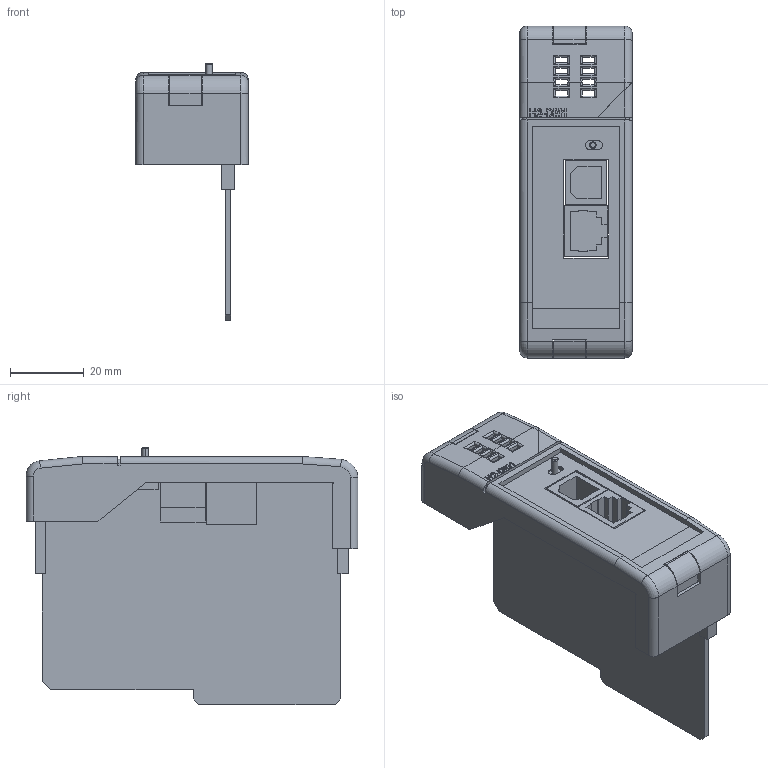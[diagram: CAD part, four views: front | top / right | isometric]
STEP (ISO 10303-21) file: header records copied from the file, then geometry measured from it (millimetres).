
FILE_DESCRIPTION (( 'STEP AP214' ), '1' );
FILE_NAME ('H2-DM1.STEP', '2014-10-07T19:18:45', ( '' ), ( '' ), 'SwSTEP 2.0', 'SolidWorks 2014', '' );
FILE_SCHEMA (( 'AUTOMOTIVE_DESIGN' ));
Length unit declared in the file: millimetre
Products named in the file (1): H2-DM1
Bounding box: 30.55 x 90 x 69.77 mm (x, y, z)
Volume: 19854.6 mm3; surface area: 30011.7 mm2
Topology: 5 solids, 5 shells, 401 faces, 1148 edges, 750 vertices
Faces by surface type: plane 280, cylinder 89, bspline 21, torus 11
Entity records: 18085 total; most frequent: CARTESIAN_POINT 3709, ORIENTED_EDGE 2296, DIRECTION 1889, EDGE_CURVE 1148, LINE 925, VECTOR 925, VERTEX_POINT 750, AXIS2_PLACEMENT_3D 482
